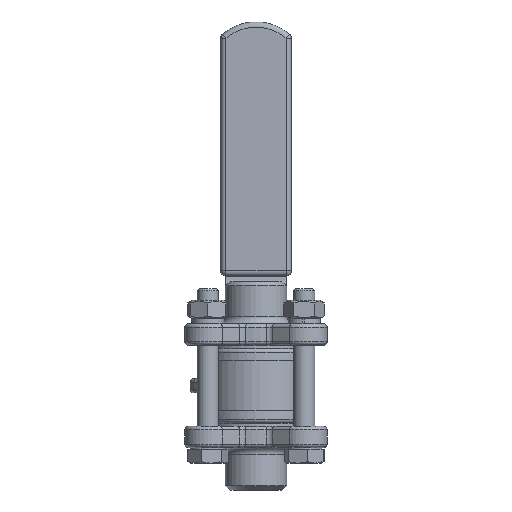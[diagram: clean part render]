
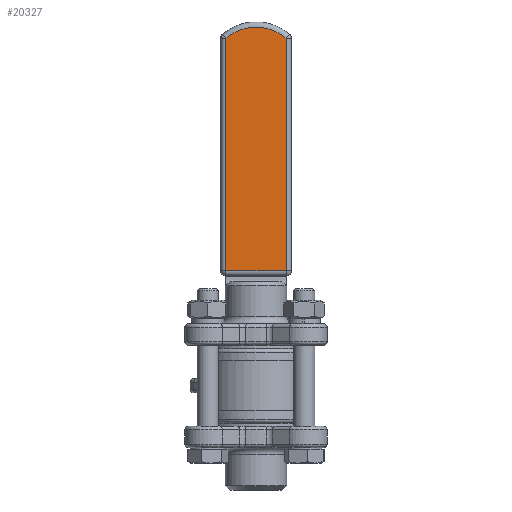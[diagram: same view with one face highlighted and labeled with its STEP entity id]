
A CAD part, front view. The second image highlights one B-rep face of the part: STEP entity #20327.
In plain terms, the highlighted planar face has unit normal (0, -1, 0).
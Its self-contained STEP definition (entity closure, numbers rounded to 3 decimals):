
#1274=PLANE('',#21619);
#1793=LINE('',#28307,#3257);
#1795=LINE('',#28310,#3259);
#1797=LINE('',#28313,#3261);
#3257=VECTOR('',#23455,10.);
#3259=VECTOR('',#23459,10.);
#3261=VECTOR('',#23463,10.);
#4975=FACE_OUTER_BOUND('',#6177,.T.);
#6177=EDGE_LOOP('',(#13332,#13333,#13334,#13335));
#7456=CIRCLE('',#21608,13.);
#8176=VERTEX_POINT('',#28217);
#8179=VERTEX_POINT('',#28224);
#8182=VERTEX_POINT('',#28231);
#8190=VERTEX_POINT('',#28252);
#10128=EDGE_CURVE('',#8179,#8190,#7456,.T.);
#10130=EDGE_CURVE('',#8190,#8182,#1793,.T.);
#10132=EDGE_CURVE('',#8182,#8176,#1795,.T.);
#10134=EDGE_CURVE('',#8176,#8179,#1797,.T.);
#13332=ORIENTED_EDGE('',*,*,#10128,.F.);
#13333=ORIENTED_EDGE('',*,*,#10134,.F.);
#13334=ORIENTED_EDGE('',*,*,#10132,.F.);
#13335=ORIENTED_EDGE('',*,*,#10130,.F.);
#20327=ADVANCED_FACE('',(#4975),#1274,.F.);
#21608=AXIS2_PLACEMENT_3D('',#28304,#23449,#23450);
#21619=AXIS2_PLACEMENT_3D('',#28704,#23517,#23518);
#23449=DIRECTION('center_axis',(0.,1.,0.));
#23450=DIRECTION('ref_axis',(0.,0.,
1.));
#23455=DIRECTION('',(0.,0.,-1.));
#23459=DIRECTION('',(-1.,0.,0.));
#23463=DIRECTION('',(0.,0.,1.));
#23517=DIRECTION('center_axis',(0.,1.,0.));
#23518=DIRECTION('ref_axis',(0.,0.,
1.));
#28217=CARTESIAN_POINT('',(-8.5,43.,32.5));
#28224=CARTESIAN_POINT('',(-8.5,43.,98.336));
#28231=CARTESIAN_POINT('',(8.5,43.,32.5));
#28252=CARTESIAN_POINT('',(8.5,43.,98.336));
#28304=CARTESIAN_POINT('Origin',(0.,43.,88.5));
#28307=CARTESIAN_POINT('',(8.5,43.,81.787));
#28310=CARTESIAN_POINT('',(5.,43.,32.5));
#28313=CARTESIAN_POINT('',(-8.5,43.,47.787));
#28704=CARTESIAN_POINT('Origin',(0.,43.,64.574));
